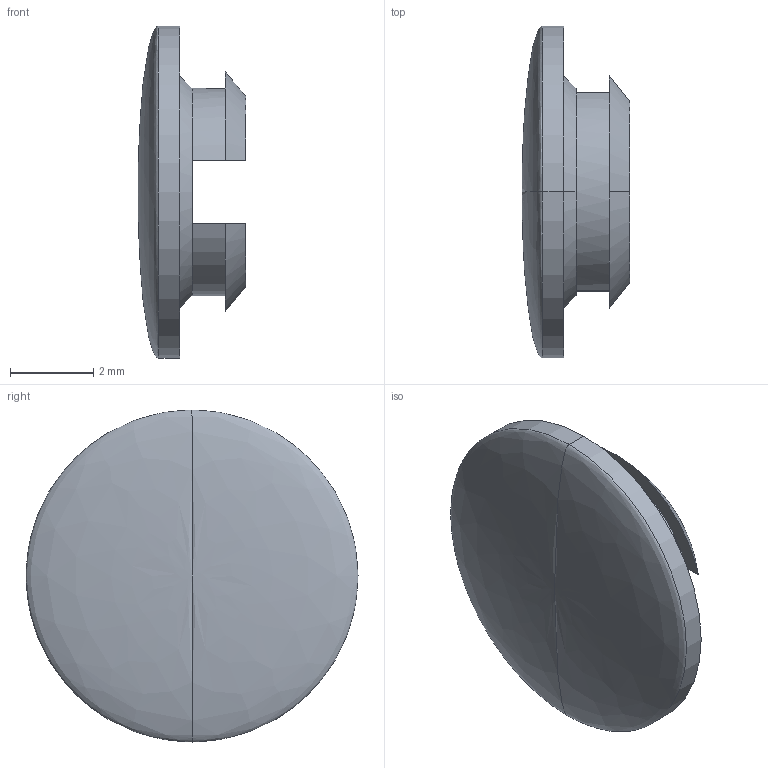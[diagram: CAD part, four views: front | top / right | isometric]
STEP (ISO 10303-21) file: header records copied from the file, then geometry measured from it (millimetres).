
FILE_DESCRIPTION (( 'STEP AP203' ), '1' );
FILE_NAME ('Cork.STEP', '2014-05-26T18:51:37', ( '' ), ( '' ), 'SwSTEP 2.0', 'SolidWorks 2014', '' );
FILE_SCHEMA (( 'CONFIG_CONTROL_DESIGN' ));
Length unit declared in the file: millimetre
Products named in the file (1): Cork
Bounding box: 2.6 x 8 x 8 mm (x, y, z)
Volume: 52.6 mm3; surface area: 160.1 mm2
Topology: 1 solids, 1 shells, 26 faces, 65 edges, 40 vertices
Faces by surface type: plane 12, cylinder 7, cone 5, bspline 2
Entity records: 871 total; most frequent: CARTESIAN_POINT 178, DIRECTION 136, ORIENTED_EDGE 126, EDGE_CURVE 63, AXIS2_PLACEMENT_3D 54, VERTEX_POINT 40, CIRCLE 29, LINE 28
